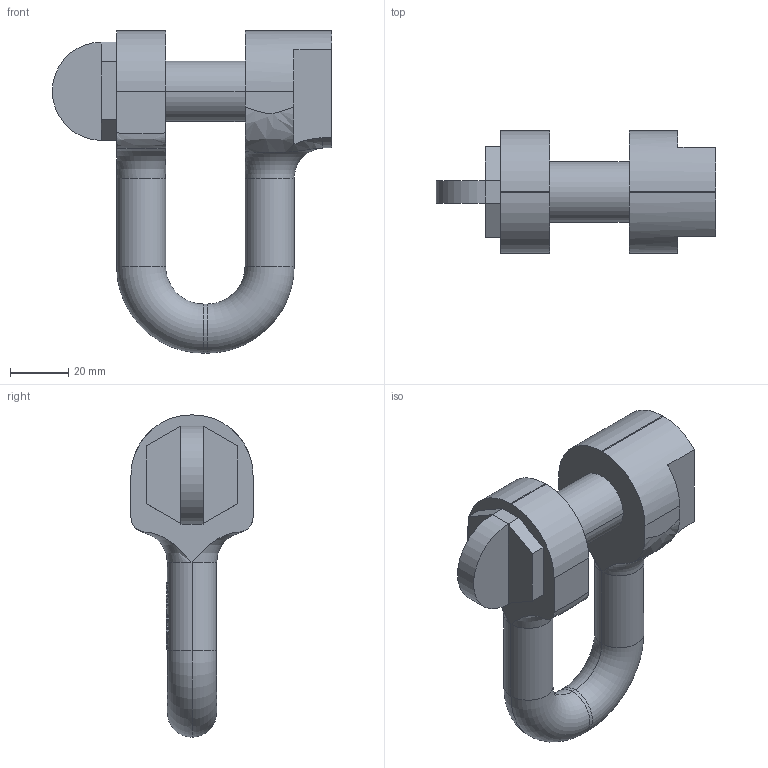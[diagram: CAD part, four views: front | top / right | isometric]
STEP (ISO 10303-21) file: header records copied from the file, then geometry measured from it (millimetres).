
FILE_DESCRIPTION((''),'2;1');
FILE_NAME('4VV-SCH13','2005-01-19T',('jakubetz'),(''),'PRO/ENGINEER BY PARAMETRIC TECHNOLOGY CORPORATION, 2001400','PRO/ENGINEER BY PARAMETRIC TECHNOLOGY CORPORATION, 2001400','');
FILE_SCHEMA(('CONFIG_CONTROL_DESIGN'));
Length unit declared in the file: millimetre
Products named in the file (1): 4VV-SCH13
Bounding box: 96.1 x 42 x 110.9 mm (x, y, z)
Volume: 117022.3 mm3; surface area: 22699.4 mm2
Topology: 1 solids, 1 shells, 303 faces, 830 edges, 545 vertices
Faces by surface type: plane 270, cylinder 20, torus 8, bspline 5
Entity records: 10004 total; most frequent: CARTESIAN_POINT 2586, ORIENTED_EDGE 1660, DIRECTION 1317, EDGE_CURVE 830, VECTOR 577, LINE 577, VERTEX_POINT 545, AXIS2_PLACEMENT_3D 370
